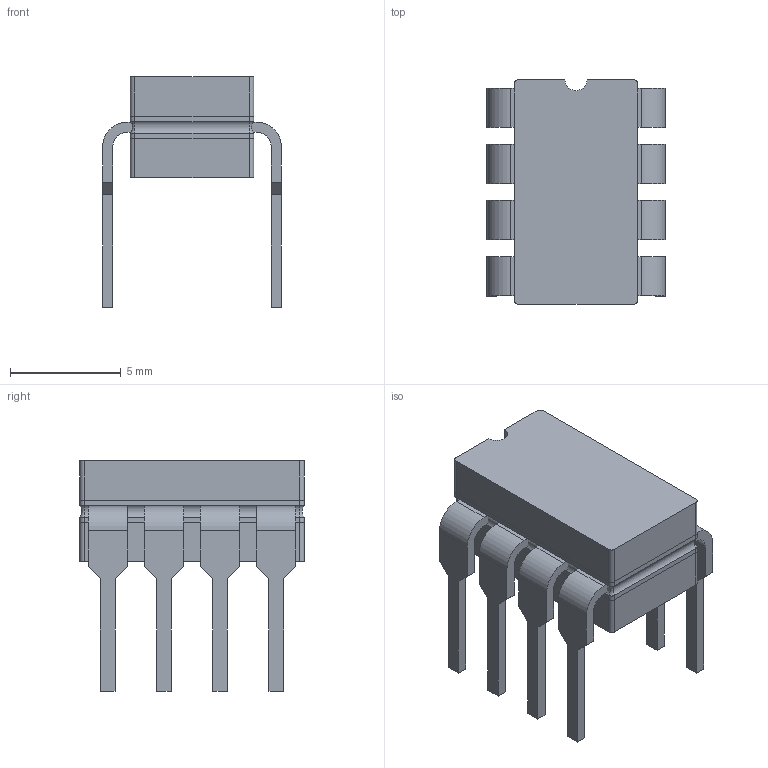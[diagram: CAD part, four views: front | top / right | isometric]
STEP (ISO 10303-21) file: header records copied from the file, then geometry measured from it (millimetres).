
FILE_DESCRIPTION((''),'2;1');
FILE_NAME('CDIP8-300.stp','2012-05-07T17:04:49',(''),(''),'Mechanical Desktop 2011','Mechanical Desktop 2011',', , ');
FILE_SCHEMA(('AUTOMOTIVE_DESIGN { 1 2 10303 214 1 1 1 1 }'));
Length unit declared in the file: millimetre
Products named in the file (1): Product
Bounding box: 8.08 x 10.16 x 10.42 mm (x, y, z)
Volume: 292.9 mm3; surface area: 720.2 mm2
Topology: 11 solids, 11 shells, 166 faces, 416 edges, 272 vertices
Faces by surface type: plane 78, bspline 52, cylinder 32, torus 4
Entity records: 5071 total; most frequent: CARTESIAN_POINT 1142, ORIENTED_EDGE 832, DIRECTION 722, EDGE_CURVE 416, VECTOR 336, LINE 336, VERTEX_POINT 272, AXIS2_PLACEMENT_3D 193
